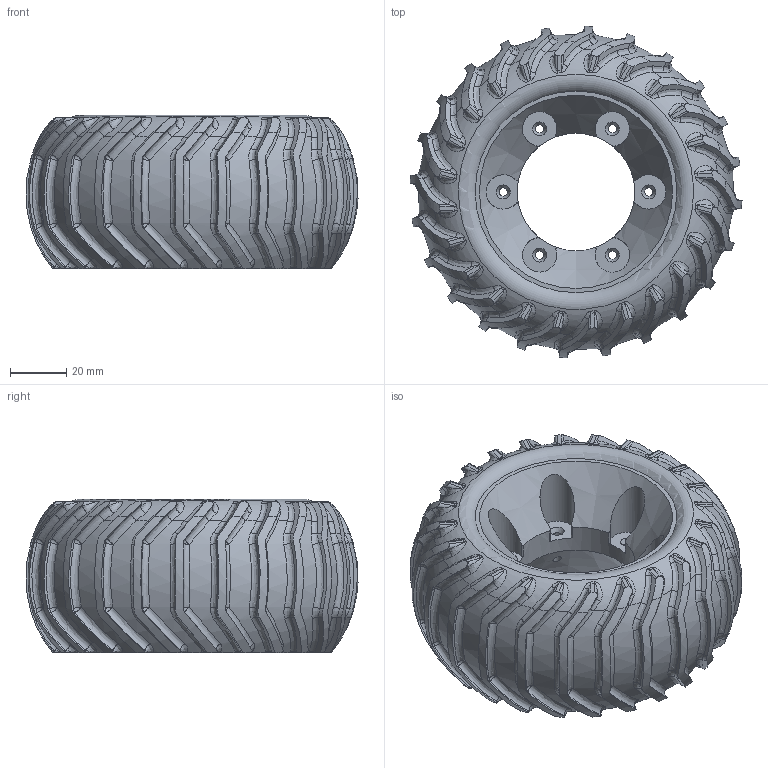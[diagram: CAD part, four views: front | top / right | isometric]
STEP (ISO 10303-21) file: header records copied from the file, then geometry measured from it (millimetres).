
FILE_DESCRIPTION((''),'2;1');
FILE_NAME('Palmiga_ORC_Dirt-Tire.stp','2014-11-03T13:57:15',('tpm'),(''),'Autodesk Inventor 2012','Autodesk Inventor 2012','');
FILE_SCHEMA(('AUTOMOTIVE_DESIGN { 1 0 10303 214 1 1 1 1 }'));
Length unit declared in the file: millimetre
Products named in the file (1): Palmiga_ORC_Dirt-Tire
Bounding box: 118.57 x 118.57 x 54.79 mm (x, y, z)
Volume: 537131.9 mm3; surface area: 77260 mm2
Topology: 2 solids, 2 shells, 891 faces, 2223 edges, 1335 vertices
Faces by surface type: bspline 385, cylinder 218, plane 177, torus 53, sphere 48, cone 10
Full cylindrical faces by diameter (mm): 3 x6, 42 x1, 75 x1
Entity records: 39888 total; most frequent: CARTESIAN_POINT 21866, ORIENTED_EDGE 4382, DIRECTION 2732, EDGE_CURVE 2191, VERTEX_POINT 1327, AXIS2_PLACEMENT_3D 1162, B_SPLINE_CURVE_WITH_KNOTS 1128, EDGE_LOOP 930
